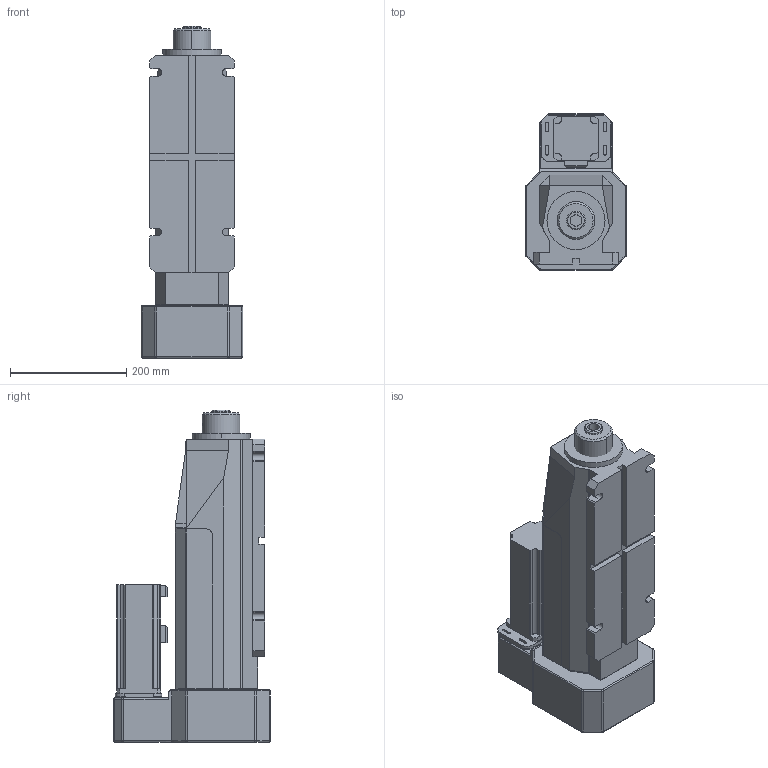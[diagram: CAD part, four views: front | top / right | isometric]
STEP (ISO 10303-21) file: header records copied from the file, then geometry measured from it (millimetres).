
FILE_DESCRIPTION (( 'STEP AP203' ), '1' );
FILE_NAME ('JPU-1504L外形図.STEP', '2007-05-30T04:55:24', ( '' ), ( '' ), 'SwSTEP 2.0', 'SolidWorks 2006104', '' );
FILE_SCHEMA (( 'CONFIG_CONTROL_DESIGN' ));
Length unit declared in the file: millimetre
Products named in the file (3): 儔儉_棉太倌; JPU-1504L外形図; JPU-1504L_蹬怮椔
Assembly tree (2 placements, depth 2):
  JPU-1504L外形図
    JPU-1504L_蹬怮椔
    儔儉_棉太倌
Bounding box: 175 x 270 x 572 mm (x, y, z)
Volume: 12574040.3 mm3; surface area: 534760.1 mm2
Topology: 2 solids, 2 shells, 308 faces, 807 edges, 516 vertices
Faces by surface type: plane 177, cylinder 105, bspline 22, cone 4
Entity records: 10160 total; most frequent: CARTESIAN_POINT 2276, ORIENTED_EDGE 1614, DIRECTION 1559, EDGE_CURVE 807, LINE 561, VECTOR 561, VERTEX_POINT 516, AXIS2_PLACEMENT_3D 499
